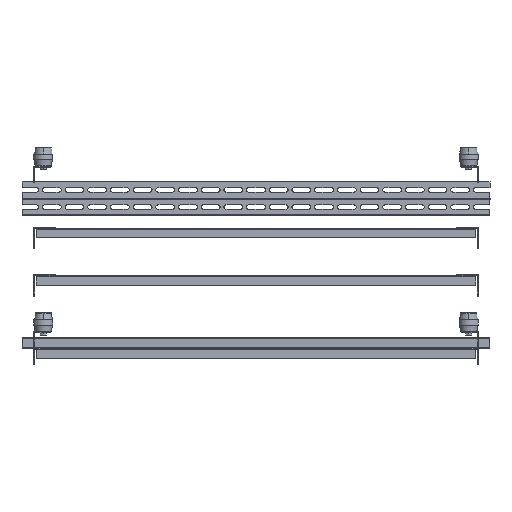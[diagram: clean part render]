
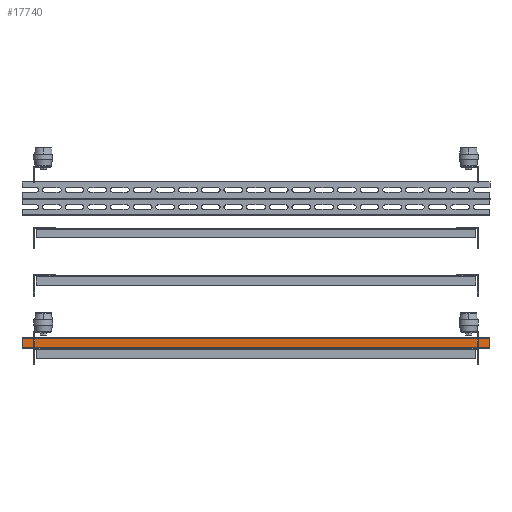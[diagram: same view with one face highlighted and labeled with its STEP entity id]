
A CAD part, front view. The second image highlights one B-rep face of the part: STEP entity #17740.
In plain terms, the highlighted planar face has unit normal (0, -1, 0).
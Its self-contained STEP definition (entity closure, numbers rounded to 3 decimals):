
#1381 = ORIENTED_EDGE ( 'NONE', *, *, #14010, .F. ) ;
#5350 = CARTESIAN_POINT ( 'NONE',  ( -384.888, 112.612, 1043. ) ) ;
#5484 = VECTOR ( 'NONE', #34393, 1000. ) ;
#6272 = VERTEX_POINT ( 'NONE', #8013 ) ;
#8013 = CARTESIAN_POINT ( 'NONE',  ( 605.112, 112.612, 1043. ) ) ;
#9186 = VECTOR ( 'NONE', #41156, 1000. ) ;
#9859 = PLANE ( 'NONE',  #40128 ) ;
#10641 = CARTESIAN_POINT ( 'NONE',  ( -384.888, 112.612, 1023. ) ) ;
#14010 = EDGE_CURVE ( 'NONE', #24829, #37477, #53137, .T. ) ;
#17640 = ORIENTED_EDGE ( 'NONE', *, *, #20756, .T. ) ;
#17740 = ADVANCED_FACE ( 'NONE', ( #44522 ), #9859, .F. ) ;
#19775 = VECTOR ( 'NONE', #37037, 1000. ) ;
#20756 = EDGE_CURVE ( 'NONE', #24829, #33843, #30034, .T. ) ;
#24829 = VERTEX_POINT ( 'NONE', #62918 ) ;
#26023 = CARTESIAN_POINT ( 'NONE',  ( 605.112, 112.612, 1023. ) ) ;
#27661 = EDGE_CURVE ( 'NONE', #33843, #6272, #46883, .T. ) ;
#30034 = LINE ( 'NONE', #72696, #19775 ) ;
#33843 = VERTEX_POINT ( 'NONE', #74671 ) ;
#33915 = DIRECTION ( 'NONE',  ( 0., 1., 0. ) ) ;
#34393 = DIRECTION ( 'NONE',  ( 0., 0., 1. ) ) ;
#37037 = DIRECTION ( 'NONE',  ( 1., 0., 0. ) ) ;
#37477 = VERTEX_POINT ( 'NONE', #54856 ) ;
#40128 = AXIS2_PLACEMENT_3D ( 'NONE', #57598, #33915, #75589 ) ;
#41156 = DIRECTION ( 'NONE',  ( -1., 0., 0. ) ) ;
#44522 = FACE_OUTER_BOUND ( 'NONE', #68303, .T. ) ;
#45004 = VECTOR ( 'NONE', #49973, 1000. ) ;
#46883 = LINE ( 'NONE', #26023, #45004 ) ;
#49973 = DIRECTION ( 'NONE',  ( 0., 0., 1. ) ) ;
#53137 = LINE ( 'NONE', #10641, #5484 ) ;
#54856 = CARTESIAN_POINT ( 'NONE',  ( -384.888, 112.612, 1043. ) ) ;
#56809 = LINE ( 'NONE', #5350, #9186 ) ;
#57598 = CARTESIAN_POINT ( 'NONE',  ( -384.888, 112.612, 1023. ) ) ;
#59100 = ORIENTED_EDGE ( 'NONE', *, *, #60507, .T. ) ;
#60507 = EDGE_CURVE ( 'NONE', #6272, #37477, #56809, .T. ) ;
#62918 = CARTESIAN_POINT ( 'NONE',  ( -384.888, 112.612, 1023. ) ) ;
#67985 = ORIENTED_EDGE ( 'NONE', *, *, #27661, .T. ) ;
#68303 = EDGE_LOOP ( 'NONE', ( #67985, #59100, #1381, #17640 ) ) ;
#72696 = CARTESIAN_POINT ( 'NONE',  ( -384.888, 112.612, 1023. ) ) ;
#74671 = CARTESIAN_POINT ( 'NONE',  ( 605.112, 112.612, 1023. ) ) ;
#75589 = DIRECTION ( 'NONE',  ( -1., 0., 0. ) ) ;
